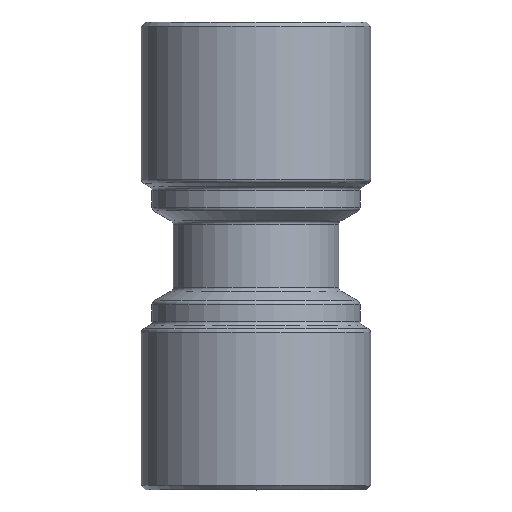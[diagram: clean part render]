
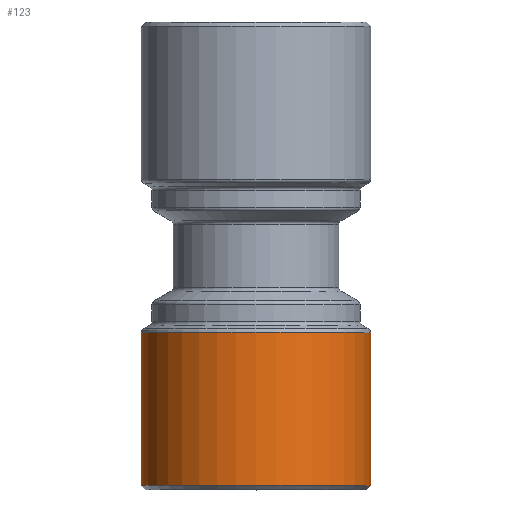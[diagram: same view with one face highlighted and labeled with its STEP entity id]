
A CAD part, top view. The second image highlights one B-rep face of the part: STEP entity #123.
In plain terms, the highlighted cylindrical face has radius 13.5 mm (diameter 27 mm), a full revolution.
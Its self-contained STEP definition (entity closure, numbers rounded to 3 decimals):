
#123 = ADVANCED_FACE( 'NONE', ( #521, #522 ), #523, .T. );
#521 = FACE_OUTER_BOUND( '', #1941, .T. );
#522 = FACE_OUTER_BOUND( '', #1942, .T. );
#523 = CYLINDRICAL_SURFACE( '', #1943, 13.5 );
#1941 = EDGE_LOOP( '', ( #6461 ) );
#1942 = EDGE_LOOP( '', ( #6462 ) );
#1943 = AXIS2_PLACEMENT_3D( '', #6463, #6464, #6465 );
#6461 = ORIENTED_EDGE( '', *, *, #8521, .T. );
#6462 = ORIENTED_EDGE( '', *, *, #8522, .F. );
#6463 = CARTESIAN_POINT( '', ( 0., 0., 0. ) );
#6464 = DIRECTION( '', ( 0., -1., 0. ) );
#6465 = DIRECTION( '', ( 0., 0., -1. ) );
#8521 = EDGE_CURVE( 'NONE', #9580, #9580, #9581, .T. );
#8522 = EDGE_CURVE( 'NONE', #9582, #9582, #9583, .T. );
#9580 = VERTEX_POINT( '', #12680 );
#9581 = CIRCLE( '', #12681, 13.5 );
#9582 = VERTEX_POINT( '', #12682 );
#9583 = CIRCLE( '', #12683, 13.5 );
#12680 = CARTESIAN_POINT( '', ( 0., -9.01, 13.5 ) );
#12681 = AXIS2_PLACEMENT_3D( '', #16494, #16495, #16496 );
#12682 = CARTESIAN_POINT( '', ( 0., -27., -13.5 ) );
#12683 = AXIS2_PLACEMENT_3D( '', #16497, #16498, #16499 );
#16494 = CARTESIAN_POINT( '', ( 0., -9.01, 0. ) );
#16495 = DIRECTION( '', ( 0., -1., 0. ) );
#16496 = DIRECTION( '', ( 0., 0., 1. ) );
#16497 = CARTESIAN_POINT( '', ( 0., -27., 0. ) );
#16498 = DIRECTION( '', ( 0., -1., 0. ) );
#16499 = DIRECTION( '', ( 0., 0., -1. ) );
